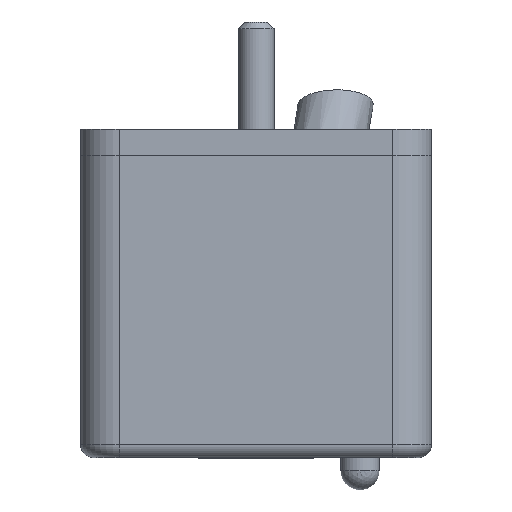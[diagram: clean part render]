
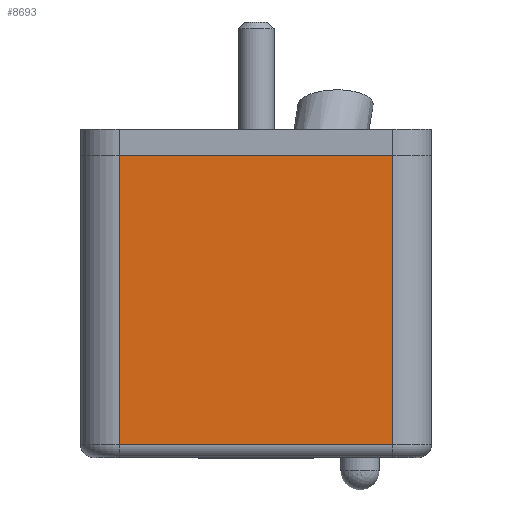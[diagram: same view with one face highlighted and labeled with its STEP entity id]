
A CAD part, left-side view. The second image highlights one B-rep face of the part: STEP entity #8693.
In plain terms, the highlighted planar face has unit normal (-1, 0, 0).
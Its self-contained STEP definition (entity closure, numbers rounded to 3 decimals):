
#12 = VECTOR ( 'NONE', #792, 1000. ) ;
#13 = VECTOR ( 'NONE', #794, 1000. ) ;
#27 = VECTOR ( 'NONE', #874, 1000. ) ;
#34 = VECTOR ( 'NONE', #889, 1000. ) ;
#295 = EDGE_LOOP ( 'NONE', ( #3462, #3460, #3461, #3459 ) ) ;
#791 = CARTESIAN_POINT ( 'NONE',  ( -13.5, -10.5, -10.625 ) ) ;
#792 = DIRECTION ( 'NONE',  ( 0., -1., 0. ) ) ;
#793 = CARTESIAN_POINT ( 'NONE',  ( -13.5, -10.5, 11.625 ) ) ;
#794 = DIRECTION ( 'NONE',  ( 0., -1., 0. ) ) ;
#873 = CARTESIAN_POINT ( 'NONE',  ( -13.5, -10.5, 11.625 ) ) ;
#874 = DIRECTION ( 'NONE',  ( 0., 0., -1. ) ) ;
#888 = CARTESIAN_POINT ( 'NONE',  ( -13.5, 10.5, 11.625 ) ) ;
#889 = DIRECTION ( 'NONE',  ( 0., 0., -1. ) ) ;
#1397 = PLANE ( 'NONE',  #2820 ) ;
#1398 = CARTESIAN_POINT ( 'NONE',  ( -13.5, -10.5, 11.625 ) ) ;
#1399 = DIRECTION ( 'NONE',  ( 1., 0., 0. ) ) ;
#1400 = DIRECTION ( 'NONE',  ( 0., 0., -1. ) ) ;
#2727 = FACE_OUTER_BOUND ( 'NONE', #295, .T. ) ;
#2820 = AXIS2_PLACEMENT_3D ( 'NONE', #1398, #1399, #1400 ) ;
#3459 = ORIENTED_EDGE ( 'NONE', *, *, #8572, .F. ) ;
#3460 = ORIENTED_EDGE ( 'NONE', *, *, #8571, .T. ) ;
#3461 = ORIENTED_EDGE ( 'NONE', *, *, #8584, .F. ) ;
#3462 = ORIENTED_EDGE ( 'NONE', *, *, #8590, .T. ) ;
#4261 = LINE ( 'NONE', #791, #12 ) ;
#4262 = LINE ( 'NONE', #793, #13 ) ;
#4270 = LINE ( 'NONE', #873, #27 ) ;
#4274 = LINE ( 'NONE', #888, #34 ) ;
#5489 = VERTEX_POINT ( 'NONE', #6104 ) ;
#5491 = VERTEX_POINT ( 'NONE', #6106 ) ;
#5510 = VERTEX_POINT ( 'NONE', #6089 ) ;
#5514 = VERTEX_POINT ( 'NONE', #6083 ) ;
#6083 = CARTESIAN_POINT ( 'NONE',  ( -13.5, 10.5, 11.625 ) ) ;
#6089 = CARTESIAN_POINT ( 'NONE',  ( -13.5, 10.5, -10.625 ) ) ;
#6104 = CARTESIAN_POINT ( 'NONE',  ( -13.5, -10.5, 11.625 ) ) ;
#6106 = CARTESIAN_POINT ( 'NONE',  ( -13.5, -10.5, -10.625 ) ) ;
#8571 = EDGE_CURVE ( 'NONE', #5510, #5491, #4261, .T. ) ;
#8572 = EDGE_CURVE ( 'NONE', #5514, #5489, #4262, .T. ) ;
#8584 = EDGE_CURVE ( 'NONE', #5489, #5491, #4270, .T. ) ;
#8590 = EDGE_CURVE ( 'NONE', #5514, #5510, #4274, .T. ) ;
#8693 = ADVANCED_FACE ( 'NONE', ( #2727 ), #1397, .F. ) ;
